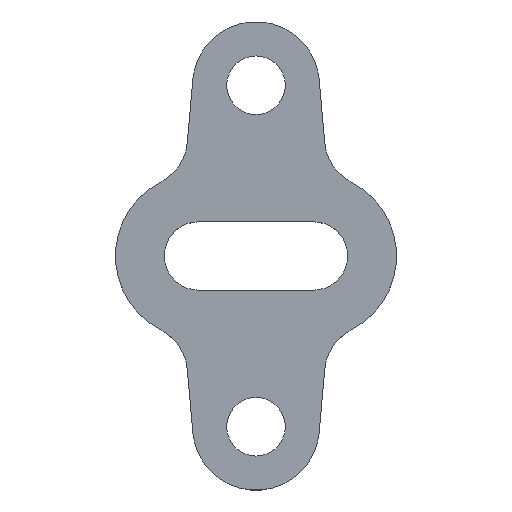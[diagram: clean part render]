
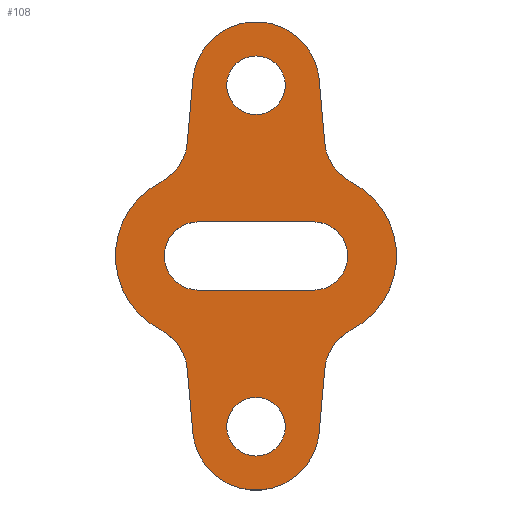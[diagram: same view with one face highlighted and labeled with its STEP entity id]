
A CAD part, top view. The second image highlights one B-rep face of the part: STEP entity #108.
In plain terms, the highlighted planar face has unit normal (0, 0, 1).
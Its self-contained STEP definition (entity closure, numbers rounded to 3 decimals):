
#46=FACE_BOUND('',#154,.T.);
#47=FACE_BOUND('',#155,.T.);
#48=FACE_BOUND('',#156,.T.);
#49=FACE_BOUND('',#157,.T.);
#67=CIRCLE('',#413,35.);
#69=CIRCLE('',#418,50.);
#71=CIRCLE('',#421,85.);
#73=CIRCLE('',#424,50.);
#75=CIRCLE('',#428,65.);
#77=CIRCLE('',#432,50.);
#79=CIRCLE('',#435,85.);
#81=CIRCLE('',#438,50.);
#82=CIRCLE('',#441,30.);
#85=CIRCLE('',#445,35.);
#87=CIRCLE('',#448,65.);
#88=CIRCLE('',#450,30.);
#108=ADVANCED_FACE('',(#46,#47,#48,#49),#116,.T.);
#116=PLANE('',#453);
#154=EDGE_LOOP('',(#230,#231,#232,#233,#234,#235,#236,#237,#238,#239,#240,
#241));
#155=EDGE_LOOP('',(#242,#243,#244,#245));
#156=EDGE_LOOP('',(#246));
#157=EDGE_LOOP('',(#247));
#230=ORIENTED_EDGE('',*,*,#351,.T.);
#231=ORIENTED_EDGE('',*,*,#314,.T.);
#232=ORIENTED_EDGE('',*,*,#318,.T.);
#233=ORIENTED_EDGE('',*,*,#321,.T.);
#234=ORIENTED_EDGE('',*,*,#324,.T.);
#235=ORIENTED_EDGE('',*,*,#327,.T.);
#236=ORIENTED_EDGE('',*,*,#330,.T.);
#237=ORIENTED_EDGE('',*,*,#333,.T.);
#238=ORIENTED_EDGE('',*,*,#336,.T.);
#239=ORIENTED_EDGE('',*,*,#339,.T.);
#240=ORIENTED_EDGE('',*,*,#342,.T.);
#241=ORIENTED_EDGE('',*,*,#345,.T.);
#242=ORIENTED_EDGE('',*,*,#304,.F.);
#243=ORIENTED_EDGE('',*,*,#308,.F.);
#244=ORIENTED_EDGE('',*,*,#311,.F.);
#245=ORIENTED_EDGE('',*,*,#349,.F.);
#246=ORIENTED_EDGE('',*,*,#346,.F.);
#247=ORIENTED_EDGE('',*,*,#352,.F.);
#268=VERTEX_POINT('',#578);
#269=VERTEX_POINT('',#580);
#271=VERTEX_POINT('',#586);
#273=VERTEX_POINT('',#592);
#276=VERTEX_POINT('',#599);
#277=VERTEX_POINT('',#601);
#279=VERTEX_POINT('',#607);
#281=VERTEX_POINT('',#613);
#283=VERTEX_POINT('',#619);
#285=VERTEX_POINT('',#625);
#287=VERTEX_POINT('',#631);
#289=VERTEX_POINT('',#637);
#291=VERTEX_POINT('',#643);
#293=VERTEX_POINT('',#649);
#295=VERTEX_POINT('',#655);
#297=VERTEX_POINT('',#661);
#298=VERTEX_POINT('',#665);
#300=VERTEX_POINT('',#676);
#304=EDGE_CURVE('',#268,#269,#356,.T.);
#308=EDGE_CURVE('',#271,#268,#67,.T.);
#311=EDGE_CURVE('',#273,#271,#361,.T.);
#314=EDGE_CURVE('',#277,#276,#364,.T.);
#318=EDGE_CURVE('',#276,#279,#69,.T.);
#321=EDGE_CURVE('',#279,#281,#71,.T.);
#324=EDGE_CURVE('',#281,#283,#73,.T.);
#327=EDGE_CURVE('',#283,#285,#371,.T.);
#330=EDGE_CURVE('',#285,#287,#75,.T.);
#333=EDGE_CURVE('',#287,#289,#375,.T.);
#336=EDGE_CURVE('',#289,#291,#77,.T.);
#339=EDGE_CURVE('',#291,#293,#79,.T.);
#342=EDGE_CURVE('',#293,#295,#81,.T.);
#345=EDGE_CURVE('',#295,#297,#381,.T.);
#346=EDGE_CURVE('',#298,#298,#82,.T.);
#349=EDGE_CURVE('',#269,#273,#85,.T.);
#351=EDGE_CURVE('',#297,#277,#87,.T.);
#352=EDGE_CURVE('',#300,#300,#88,.T.);
#356=LINE('',#579,#384);
#361=LINE('',#593,#389);
#364=LINE('',#600,#392);
#371=LINE('',#626,#399);
#375=LINE('',#638,#403);
#381=LINE('',#662,#409);
#384=VECTOR('',#459,1.);
#389=VECTOR('',#472,1.);
#392=VECTOR('',#477,1.);
#399=VECTOR('',#504,1.);
#403=VECTOR('',#516,1.);
#409=VECTOR('',#542,1.);
#413=AXIS2_PLACEMENT_3D('',#587,#466,#467);
#418=AXIS2_PLACEMENT_3D('',#608,#484,#485);
#421=AXIS2_PLACEMENT_3D('',#614,#491,#492);
#424=AXIS2_PLACEMENT_3D('',#620,#498,#499);
#428=AXIS2_PLACEMENT_3D('',#632,#510,#511);
#432=AXIS2_PLACEMENT_3D('',#644,#522,#523);
#435=AXIS2_PLACEMENT_3D('',#650,#529,#530);
#438=AXIS2_PLACEMENT_3D('',#656,#536,#537);
#441=AXIS2_PLACEMENT_3D('',#664,#545,#546);
#445=AXIS2_PLACEMENT_3D('',#670,#553,#554);
#448=AXIS2_PLACEMENT_3D('',#673,#559,#560);
#450=AXIS2_PLACEMENT_3D('',#675,#563,#564);
#453=AXIS2_PLACEMENT_3D('',#680,#569,#570);
#459=DIRECTION('',(-1.,0.,0.));
#466=DIRECTION('',(0.,0.,1.));
#467=DIRECTION('',(0.,1.,0.));
#472=DIRECTION('',(1.,0.,0.));
#477=DIRECTION('',(-0.087,-0.996,0.));
#484=DIRECTION('',(0.,0.,-1.));
#485=DIRECTION('',(0.,1.,0.));
#491=DIRECTION('',(0.,0.,1.));
#492=DIRECTION('',(0.,1.,0.));
#498=DIRECTION('',(0.,0.,-1.));
#499=DIRECTION('',(0.,1.,0.));
#504=DIRECTION('',(0.087,-0.996,0.));
#510=DIRECTION('',(0.,0.,1.));
#511=DIRECTION('',(0.,1.,0.));
#516=DIRECTION('',(0.087,0.996,0.));
#522=DIRECTION('',(0.,0.,-1.));
#523=DIRECTION('',(0.,1.,0.));
#529=DIRECTION('',(0.,0.,1.));
#530=DIRECTION('',(0.,1.,0.));
#536=DIRECTION('',(0.,0.,-1.));
#537=DIRECTION('',(0.,1.,0.));
#542=DIRECTION('',(-0.087,0.996,0.));
#545=DIRECTION('',(0.,0.,1.));
#546=DIRECTION('',(0.,1.,0.));
#553=DIRECTION('',(0.,0.,1.));
#554=DIRECTION('',(0.,1.,0.));
#559=DIRECTION('',(0.,0.,1.));
#560=DIRECTION('',(0.,1.,0.));
#563=DIRECTION('',(0.,0.,1.));
#564=DIRECTION('',(0.,1.,0.));
#569=DIRECTION('',(0.,0.,1.));
#570=DIRECTION('',(1.,0.,0.));
#578=CARTESIAN_POINT('',(59.,35.,15.));
#579=CARTESIAN_POINT('',(0.,35.,15.));
#580=CARTESIAN_POINT('',(-59.,35.,15.));
#586=CARTESIAN_POINT('',(59.,-35.,15.));
#587=CARTESIAN_POINT('',(59.,0.,15.));
#592=CARTESIAN_POINT('',(-59.,-35.,15.));
#593=CARTESIAN_POINT('',(-59.,-35.,15.));
#599=CARTESIAN_POINT('',(-70.413,115.961,15.));
#600=CARTESIAN_POINT('',(-64.753,180.665,15.));
#601=CARTESIAN_POINT('',(-64.753,180.665,15.));
#607=CARTESIAN_POINT('',(-97.548,75.757,15.));
#608=CARTESIAN_POINT('',(-120.223,120.319,15.));
#613=CARTESIAN_POINT('',(-97.548,-75.757,15.));
#614=CARTESIAN_POINT('',(-59.,0.,15.));
#619=CARTESIAN_POINT('',(-70.413,-115.961,15.));
#620=CARTESIAN_POINT('',(-120.223,-120.319,15.));
#625=CARTESIAN_POINT('',(-64.753,-180.665,15.));
#626=CARTESIAN_POINT('',(-70.413,-115.961,15.));
#631=CARTESIAN_POINT('',(64.753,-180.665,15.));
#632=CARTESIAN_POINT('',(0.,-175.,15.));
#637=CARTESIAN_POINT('',(70.413,-115.961,15.));
#638=CARTESIAN_POINT('',(64.753,-180.665,15.));
#643=CARTESIAN_POINT('',(97.548,-75.757,15.));
#644=CARTESIAN_POINT('',(120.223,-120.319,15.));
#649=CARTESIAN_POINT('',(97.548,75.757,15.));
#650=CARTESIAN_POINT('',(59.,0.,15.));
#655=CARTESIAN_POINT('',(70.413,115.961,15.));
#656=CARTESIAN_POINT('',(120.223,120.319,15.));
#661=CARTESIAN_POINT('',(64.753,180.665,15.));
#662=CARTESIAN_POINT('',(70.413,115.961,15.));
#664=CARTESIAN_POINT('',(0.,-175.,15.));
#665=CARTESIAN_POINT('',(0.,-145.,15.));
#670=CARTESIAN_POINT('',(-59.,0.,15.));
#673=CARTESIAN_POINT('',(0.,175.,15.));
#675=CARTESIAN_POINT('',(0.,175.,15.));
#676=CARTESIAN_POINT('',(0.,205.,15.));
#680=CARTESIAN_POINT('',(0.,175.,15.));
